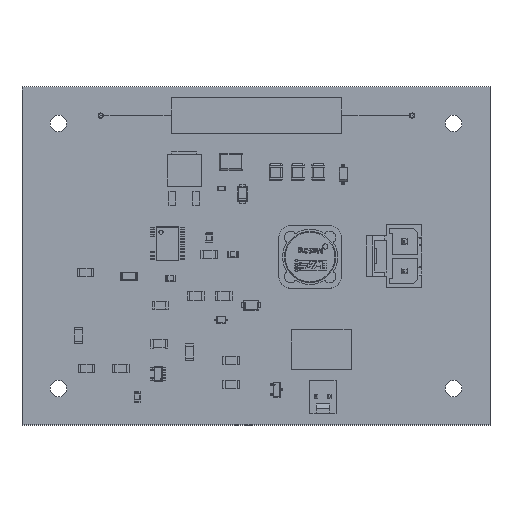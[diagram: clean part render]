
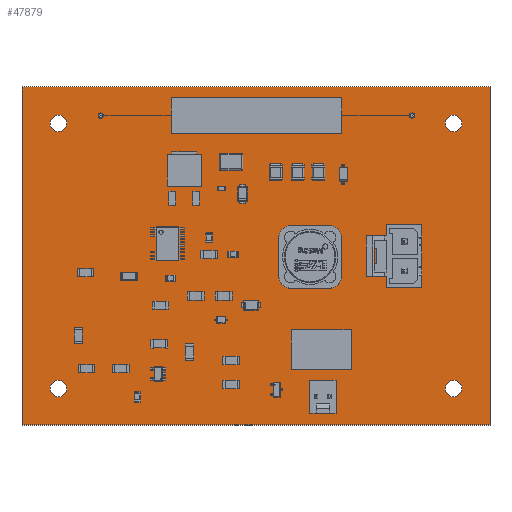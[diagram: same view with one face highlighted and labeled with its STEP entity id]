
A CAD part, top view. The second image highlights one B-rep face of the part: STEP entity #47879.
In plain terms, the highlighted planar face has unit normal (0, 0, 1).
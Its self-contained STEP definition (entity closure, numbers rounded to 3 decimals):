
#47613 = VERTEX_POINT('',#47614);
#47614 = CARTESIAN_POINT('',(125.,-110.,1.6));
#47620 = EDGE_CURVE('',#47613,#47621,#47623,.T.);
#47621 = VERTEX_POINT('',#47622);
#47622 = CARTESIAN_POINT('',(35.,-110.,1.6));
#47623 = LINE('',#47624,#47625);
#47624 = CARTESIAN_POINT('',(125.,-110.,1.6));
#47625 = VECTOR('',#47626,1.);
#47626 = DIRECTION('',(-1.,0.,0.));
#47653 = VERTEX_POINT('',#47654);
#47654 = CARTESIAN_POINT('',(125.,-45.,1.6));
#47660 = EDGE_CURVE('',#47653,#47613,#47661,.T.);
#47661 = LINE('',#47662,#47663);
#47662 = CARTESIAN_POINT('',(125.,-45.,1.6));
#47663 = VECTOR('',#47664,1.);
#47664 = DIRECTION('',(0.,-1.,0.));
#47682 = EDGE_CURVE('',#47621,#47683,#47685,.T.);
#47683 = VERTEX_POINT('',#47684);
#47684 = CARTESIAN_POINT('',(35.,-45.,1.6));
#47685 = LINE('',#47686,#47687);
#47686 = CARTESIAN_POINT('',(35.,-110.,1.6));
#47687 = VECTOR('',#47688,1.);
#47688 = DIRECTION('',(0.,1.,0.));
#47879 = ADVANCED_FACE('',(#47880,#47891,#47902,#47913,#47924,#47935,
    #47946,#47957,#47968,#47979,#47990,#48001,#48012,#48023,#48034),
  #48045,.F.);
#47880 = FACE_BOUND('',#47881,.F.);
#47881 = EDGE_LOOP('',(#47882,#47883,#47884,#47890));
#47882 = ORIENTED_EDGE('',*,*,#47620,.T.);
#47883 = ORIENTED_EDGE('',*,*,#47682,.T.);
#47884 = ORIENTED_EDGE('',*,*,#47885,.T.);
#47885 = EDGE_CURVE('',#47683,#47653,#47886,.T.);
#47886 = LINE('',#47887,#47888);
#47887 = CARTESIAN_POINT('',(35.,-45.,1.6));
#47888 = VECTOR('',#47889,1.);
#47889 = DIRECTION('',(1.,0.,0.));
#47890 = ORIENTED_EDGE('',*,*,#47660,.T.);
#47891 = FACE_BOUND('',#47892,.F.);
#47892 = EDGE_LOOP('',(#47893));
#47893 = ORIENTED_EDGE('',*,*,#47894,.F.);
#47894 = EDGE_CURVE('',#47895,#47895,#47897,.T.);
#47895 = VERTEX_POINT('',#47896);
#47896 = CARTESIAN_POINT('',(118.,-104.6,1.6));
#47897 = CIRCLE('',#47898,1.6);
#47898 = AXIS2_PLACEMENT_3D('',#47899,#47900,#47901);
#47899 = CARTESIAN_POINT('',(118.,-103.,1.6));
#47900 = DIRECTION('',(-0.,0.,-1.));
#47901 = DIRECTION('',(-0.,-1.,0.));
#47902 = FACE_BOUND('',#47903,.F.);
#47903 = EDGE_LOOP('',(#47904));
#47904 = ORIENTED_EDGE('',*,*,#47905,.F.);
#47905 = EDGE_CURVE('',#47906,#47906,#47908,.T.);
#47906 = VERTEX_POINT('',#47907);
#47907 = CARTESIAN_POINT('',(94.1,-105.01,1.6));
#47908 = CIRCLE('',#47909,0.51);
#47909 = AXIS2_PLACEMENT_3D('',#47910,#47911,#47912);
#47910 = CARTESIAN_POINT('',(94.1,-104.5,1.6));
#47911 = DIRECTION('',(-0.,0.,-1.));
#47912 = DIRECTION('',(-0.,-1.,0.));
#47913 = FACE_BOUND('',#47914,.F.);
#47914 = EDGE_LOOP('',(#47915));
#47915 = ORIENTED_EDGE('',*,*,#47916,.F.);
#47916 = EDGE_CURVE('',#47917,#47917,#47919,.T.);
#47917 = VERTEX_POINT('',#47918);
#47918 = CARTESIAN_POINT('',(91.56,-105.01,1.6));
#47919 = CIRCLE('',#47920,0.51);
#47920 = AXIS2_PLACEMENT_3D('',#47921,#47922,#47923);
#47921 = CARTESIAN_POINT('',(91.56,-104.5,1.6));
#47922 = DIRECTION('',(-0.,0.,-1.));
#47923 = DIRECTION('',(-0.,-1.,0.));
#47924 = FACE_BOUND('',#47925,.F.);
#47925 = EDGE_LOOP('',(#47926));
#47926 = ORIENTED_EDGE('',*,*,#47927,.F.);
#47927 = EDGE_CURVE('',#47928,#47928,#47930,.T.);
#47928 = VERTEX_POINT('',#47929);
#47929 = CARTESIAN_POINT('',(95.079,-94.446,1.6));
#47930 = CIRCLE('',#47931,0.47);
#47931 = AXIS2_PLACEMENT_3D('',#47932,#47933,#47934);
#47932 = CARTESIAN_POINT('',(95.079,-93.976,1.6));
#47933 = DIRECTION('',(-0.,0.,-1.));
#47934 = DIRECTION('',(-0.,-1.,0.));
#47935 = FACE_BOUND('',#47936,.F.);
#47936 = EDGE_LOOP('',(#47937));
#47937 = ORIENTED_EDGE('',*,*,#47938,.F.);
#47938 = EDGE_CURVE('',#47939,#47939,#47941,.T.);
#47939 = VERTEX_POINT('',#47940);
#47940 = CARTESIAN_POINT('',(92.539,-94.446,1.6));
#47941 = CIRCLE('',#47942,0.47);
#47942 = AXIS2_PLACEMENT_3D('',#47943,#47944,#47945);
#47943 = CARTESIAN_POINT('',(92.539,-93.976,1.6));
#47944 = DIRECTION('',(-0.,0.,-1.));
#47945 = DIRECTION('',(-0.,-1.,0.));
#47946 = FACE_BOUND('',#47947,.F.);
#47947 = EDGE_LOOP('',(#47948));
#47948 = ORIENTED_EDGE('',*,*,#47949,.F.);
#47949 = EDGE_CURVE('',#47950,#47950,#47952,.T.);
#47950 = VERTEX_POINT('',#47951);
#47951 = CARTESIAN_POINT('',(89.999,-94.446,1.6));
#47952 = CIRCLE('',#47953,0.47);
#47953 = AXIS2_PLACEMENT_3D('',#47954,#47955,#47956);
#47954 = CARTESIAN_POINT('',(89.999,-93.976,1.6));
#47955 = DIRECTION('',(-0.,0.,-1.));
#47956 = DIRECTION('',(-0.,-1.,0.));
#47957 = FACE_BOUND('',#47958,.F.);
#47958 = EDGE_LOOP('',(#47959));
#47959 = ORIENTED_EDGE('',*,*,#47960,.F.);
#47960 = EDGE_CURVE('',#47961,#47961,#47963,.T.);
#47961 = VERTEX_POINT('',#47962);
#47962 = CARTESIAN_POINT('',(109.84,-79.375,1.6));
#47963 = CIRCLE('',#47964,1.525);
#47964 = AXIS2_PLACEMENT_3D('',#47965,#47966,#47967);
#47965 = CARTESIAN_POINT('',(109.84,-77.85,1.6));
#47966 = DIRECTION('',(-0.,0.,-1.));
#47967 = DIRECTION('',(-0.,-1.,0.));
#47968 = FACE_BOUND('',#47969,.F.);
#47969 = EDGE_LOOP('',(#47970));
#47970 = ORIENTED_EDGE('',*,*,#47971,.F.);
#47971 = EDGE_CURVE('',#47972,#47972,#47974,.T.);
#47972 = VERTEX_POINT('',#47973);
#47973 = CARTESIAN_POINT('',(108.5,-81.625,1.6));
#47974 = CIRCLE('',#47975,0.925);
#47975 = AXIS2_PLACEMENT_3D('',#47976,#47977,#47978);
#47976 = CARTESIAN_POINT('',(108.5,-80.7,1.6));
#47977 = DIRECTION('',(-0.,0.,-1.));
#47978 = DIRECTION('',(-0.,-1.,0.));
#47979 = FACE_BOUND('',#47980,.F.);
#47980 = EDGE_LOOP('',(#47981));
#47981 = ORIENTED_EDGE('',*,*,#47982,.F.);
#47982 = EDGE_CURVE('',#47983,#47983,#47985,.T.);
#47983 = VERTEX_POINT('',#47984);
#47984 = CARTESIAN_POINT('',(42.,-104.6,1.6));
#47985 = CIRCLE('',#47986,1.6);
#47986 = AXIS2_PLACEMENT_3D('',#47987,#47988,#47989);
#47987 = CARTESIAN_POINT('',(42.,-103.,1.6));
#47988 = DIRECTION('',(-0.,0.,-1.));
#47989 = DIRECTION('',(-0.,-1.,0.));
#47990 = FACE_BOUND('',#47991,.F.);
#47991 = EDGE_LOOP('',(#47992));
#47992 = ORIENTED_EDGE('',*,*,#47993,.F.);
#47993 = EDGE_CURVE('',#47994,#47994,#47996,.T.);
#47994 = VERTEX_POINT('',#47995);
#47995 = CARTESIAN_POINT('',(108.5,-75.925,1.6));
#47996 = CIRCLE('',#47997,0.925);
#47997 = AXIS2_PLACEMENT_3D('',#47998,#47999,#48000);
#47998 = CARTESIAN_POINT('',(108.5,-75.,1.6));
#47999 = DIRECTION('',(-0.,0.,-1.));
#48000 = DIRECTION('',(-0.,-1.,0.));
#48001 = FACE_BOUND('',#48002,.F.);
#48002 = EDGE_LOOP('',(#48003));
#48003 = ORIENTED_EDGE('',*,*,#48004,.F.);
#48004 = EDGE_CURVE('',#48005,#48005,#48007,.T.);
#48005 = VERTEX_POINT('',#48006);
#48006 = CARTESIAN_POINT('',(118.,-53.6,1.6));
#48007 = CIRCLE('',#48008,1.6);
#48008 = AXIS2_PLACEMENT_3D('',#48009,#48010,#48011);
#48009 = CARTESIAN_POINT('',(118.,-52.,1.6));
#48010 = DIRECTION('',(-0.,0.,-1.));
#48011 = DIRECTION('',(-0.,-1.,0.));
#48012 = FACE_BOUND('',#48013,.F.);
#48013 = EDGE_LOOP('',(#48014));
#48014 = ORIENTED_EDGE('',*,*,#48015,.F.);
#48015 = EDGE_CURVE('',#48016,#48016,#48018,.T.);
#48016 = VERTEX_POINT('',#48017);
#48017 = CARTESIAN_POINT('',(110.,-51.005,1.6));
#48018 = CIRCLE('',#48019,0.505);
#48019 = AXIS2_PLACEMENT_3D('',#48020,#48021,#48022);
#48020 = CARTESIAN_POINT('',(110.,-50.5,1.6));
#48021 = DIRECTION('',(-0.,0.,-1.));
#48022 = DIRECTION('',(-0.,-1.,0.));
#48023 = FACE_BOUND('',#48024,.F.);
#48024 = EDGE_LOOP('',(#48025));
#48025 = ORIENTED_EDGE('',*,*,#48026,.F.);
#48026 = EDGE_CURVE('',#48027,#48027,#48029,.T.);
#48027 = VERTEX_POINT('',#48028);
#48028 = CARTESIAN_POINT('',(50.16,-51.005,1.6));
#48029 = CIRCLE('',#48030,0.505);
#48030 = AXIS2_PLACEMENT_3D('',#48031,#48032,#48033);
#48031 = CARTESIAN_POINT('',(50.16,-50.5,1.6));
#48032 = DIRECTION('',(-0.,0.,-1.));
#48033 = DIRECTION('',(-0.,-1.,0.));
#48034 = FACE_BOUND('',#48035,.F.);
#48035 = EDGE_LOOP('',(#48036));
#48036 = ORIENTED_EDGE('',*,*,#48037,.F.);
#48037 = EDGE_CURVE('',#48038,#48038,#48040,.T.);
#48038 = VERTEX_POINT('',#48039);
#48039 = CARTESIAN_POINT('',(42.,-53.6,1.6));
#48040 = CIRCLE('',#48041,1.6);
#48041 = AXIS2_PLACEMENT_3D('',#48042,#48043,#48044);
#48042 = CARTESIAN_POINT('',(42.,-52.,1.6));
#48043 = DIRECTION('',(-0.,0.,-1.));
#48044 = DIRECTION('',(-0.,-1.,0.));
#48045 = PLANE('',#48046);
#48046 = AXIS2_PLACEMENT_3D('',#48047,#48048,#48049);
#48047 = CARTESIAN_POINT('',(80.,-77.5,1.6));
#48048 = DIRECTION('',(-0.,-0.,-1.));
#48049 = DIRECTION('',(-1.,0.,0.));
